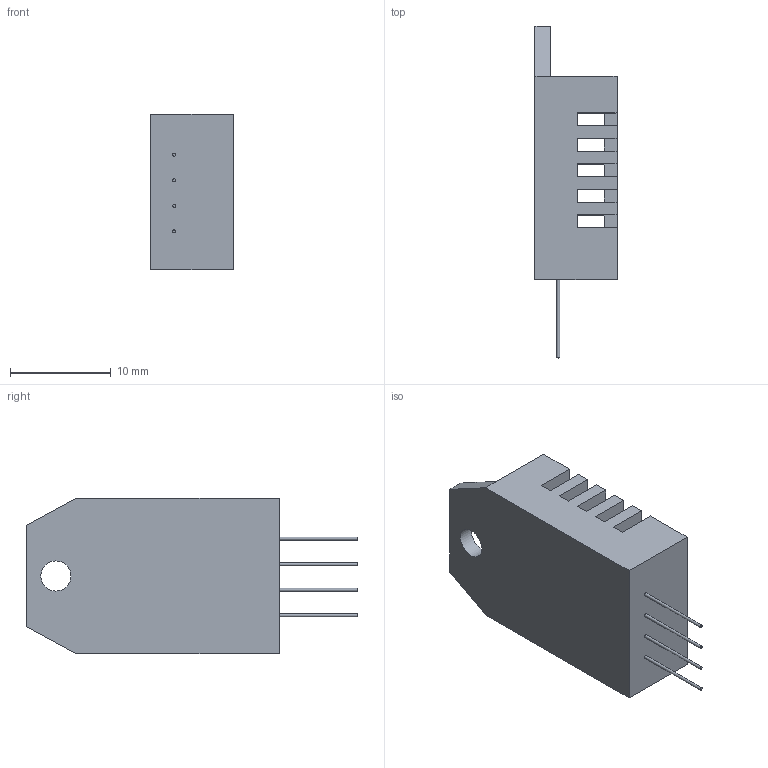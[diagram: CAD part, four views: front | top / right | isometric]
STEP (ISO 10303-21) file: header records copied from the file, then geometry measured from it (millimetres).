
FILE_DESCRIPTION(/* description */ (''),/* implementation_level */ '2;1');
FILE_NAME(/* name */ 'DHT22 v1.step',/* time_stamp */ '2024-01-12T22:41:39+01:00',/* author */ (''),/* organization */ (''),/* preprocessor_version */ 'ST-DEVELOPER v20',/* originating_system */ 'Autodesk Translation Framework v12.14.0.127',/* authorisation */ '');
FILE_SCHEMA (('AUTOMOTIVE_DESIGN { 1 0 10303 214 3 1 1 }'));
Length unit declared in the file: millimetre
Products named in the file (1): DHT22
Bounding box: 8.15 x 32.95 x 15.47 mm (x, y, z)
Volume: 1210.7 mm3; surface area: 2259.4 mm2
Topology: 1 solids, 1 shells, 137 faces, 463 edges, 308 vertices
Faces by surface type: plane 132, cylinder 5
Full cylindrical faces by diameter (mm): 0.3 x4, 3 x1
Entity records: 5105 total; most frequent: ORIENTED_EDGE 926, CARTESIAN_POINT 909, DIRECTION 749, EDGE_CURVE 463, LINE 453, VECTOR 453, VERTEX_POINT 308, EDGE_LOOP 173
